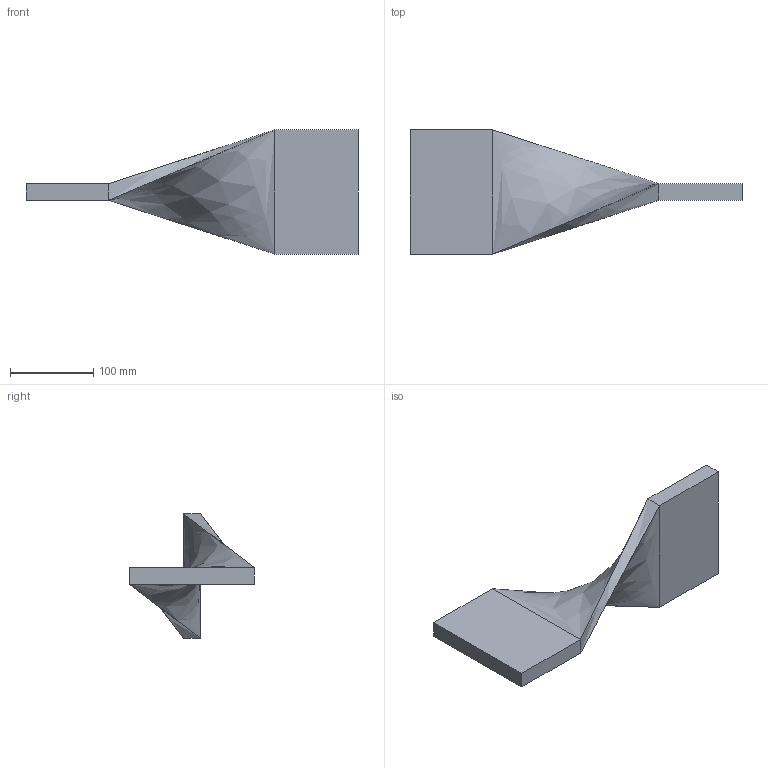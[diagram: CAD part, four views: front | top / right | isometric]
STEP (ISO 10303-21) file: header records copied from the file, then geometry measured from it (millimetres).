
FILE_DESCRIPTION(('CATIA V5 STEP Exchange'),'2;1');
FILE_NAME('bandymas1.stp','2011-02-02T10:40:25+00:00',('none'),('none'),'CATIA Version 5 Release 16 (IN-10)','CATIA V5 STEP AP214','none');
FILE_SCHEMA(('AUTOMOTIVE_DESIGN { 1 0 10303 214 1 1 1 1 }'));
Length unit declared in the file: millimetre
Products named in the file (1): Part14
Bounding box: 400 x 150 x 150 mm (x, y, z)
Volume: 1000000 mm3; surface area: 131124.5 mm2
Topology: 1 solids, 1 shells, 14 faces, 28 edges, 16 vertices
Faces by surface type: plane 10, bspline 4
Entity records: 408 total; most frequent: CARTESIAN_POINT 129, ORIENTED_EDGE 56, DIRECTION 38, EDGE_CURVE 28, VECTOR 18, LINE 18, VERTEX_POINT 16, ADVANCED_FACE 14
